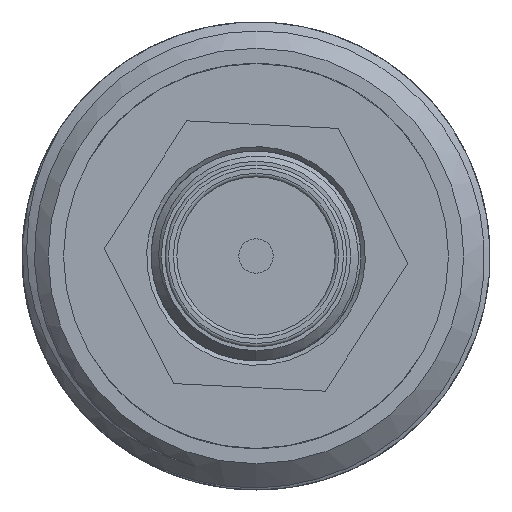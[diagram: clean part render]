
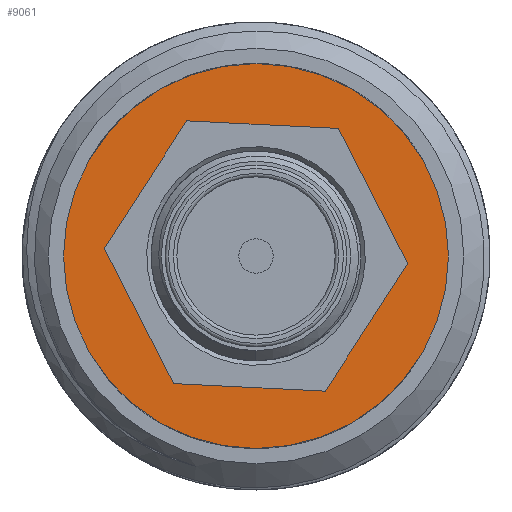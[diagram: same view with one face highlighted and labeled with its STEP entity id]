
A CAD part, front view. The second image highlights one B-rep face of the part: STEP entity #9061.
In plain terms, the highlighted planar face has unit normal (0, -1, 0).
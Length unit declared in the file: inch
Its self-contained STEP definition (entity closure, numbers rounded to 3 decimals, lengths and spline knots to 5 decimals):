
#101 = DIRECTION ( 'NONE',  ( 0., 1., 0. ) ) ;
#1496 = DIRECTION ( 'NONE',  ( 0., 1., 0. ) ) ;
#1760 = ORIENTED_EDGE ( 'NONE', *, *, #2421, .T. ) ;
#1911 = FACE_OUTER_BOUND ( 'NONE', #9431, .T. ) ;
#2084 = EDGE_CURVE ( 'NONE', #8093, #8093, #4867, .T. ) ;
#2421 = EDGE_CURVE ( 'NONE', #10114, #10114, #11053, .T. ) ;
#3130 = AXIS2_PLACEMENT_3D ( 'NONE', #6692, #1496, #7551 ) ;
#3350 = CARTESIAN_POINT ( 'NONE',  ( 0.22, -0.58, 0. ) ) ;
#3881 = AXIS2_PLACEMENT_3D ( 'NONE', #5298, #101, #6164 ) ;
#3961 = FACE_BOUND ( 'NONE', #10537, .T. ) ;
#4431 = DIRECTION ( 'NONE',  ( 0., 1., 0. ) ) ;
#4867 = CIRCLE ( 'NONE', #3130, 0.22 ) ;
#5090 = CARTESIAN_POINT ( 'NONE',  ( 0.127, -0.58, 0. ) ) ;
#5260 = PLANE ( 'NONE',  #9424 ) ;
#5298 = CARTESIAN_POINT ( 'NONE',  ( 0., -0.58, 0. ) ) ;
#5583 = ORIENTED_EDGE ( 'NONE', *, *, #2084, .F. ) ;
#6164 = DIRECTION ( 'NONE',  ( 1., 0., 0. ) ) ;
#6692 = CARTESIAN_POINT ( 'NONE',  ( 0., -0.58, 0. ) ) ;
#7551 = DIRECTION ( 'NONE',  ( 1., 0., 0. ) ) ;
#8093 = VERTEX_POINT ( 'NONE', #3350 ) ;
#9061 = ADVANCED_FACE ( 'NONE', ( #1911, #3961 ), #5260, .F. ) ;
#9424 = AXIS2_PLACEMENT_3D ( 'NONE', #9569, #4431, #10467 ) ;
#9431 = EDGE_LOOP ( 'NONE', ( #5583 ) ) ;
#9569 = CARTESIAN_POINT ( 'NONE',  ( 0., -0.58, 0. ) ) ;
#10114 = VERTEX_POINT ( 'NONE', #5090 ) ;
#10467 = DIRECTION ( 'NONE',  ( 1., 0., 0. ) ) ;
#10537 = EDGE_LOOP ( 'NONE', ( #1760 ) ) ;
#11053 = CIRCLE ( 'NONE', #3881, 0.127 ) ;
